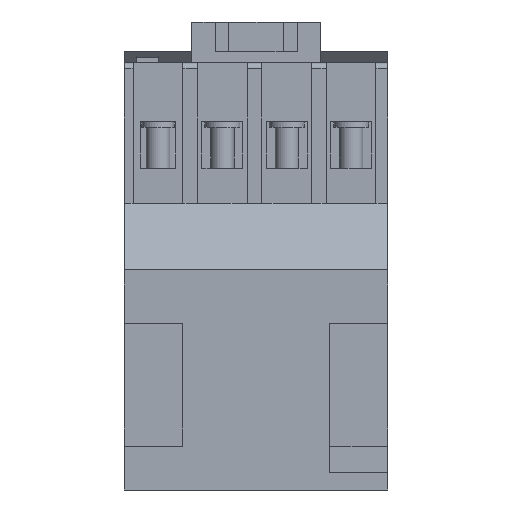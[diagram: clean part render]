
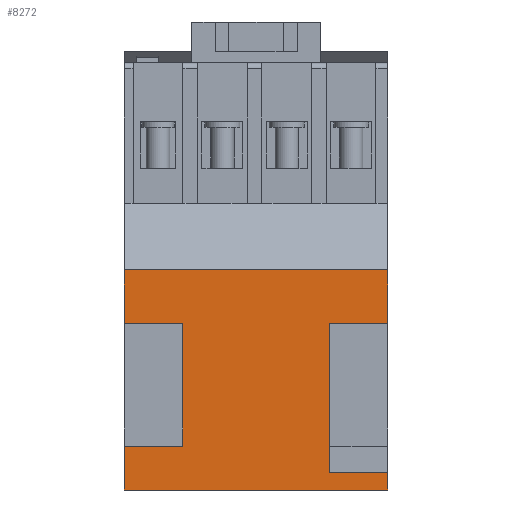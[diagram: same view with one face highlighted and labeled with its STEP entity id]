
A CAD part, front view. The second image highlights one B-rep face of the part: STEP entity #8272.
In plain terms, the highlighted planar face has unit normal (0, -1, 0).
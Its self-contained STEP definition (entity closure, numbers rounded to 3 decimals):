
#105 = CARTESIAN_POINT ( 'NONE',  ( 22.5, -39., 80. ) ) ;
#184 = DIRECTION ( 'NONE',  ( 0., 0., -1. ) ) ;
#439 = VECTOR ( 'NONE', #184, 1000. ) ;
#504 = VECTOR ( 'NONE', #1212, 1000. ) ;
#505 = CARTESIAN_POINT ( 'NONE',  ( 12.5, -39., 28.5 ) ) ;
#573 = VERTEX_POINT ( 'NONE', #1684 ) ;
#700 = CARTESIAN_POINT ( 'NONE',  ( -22.5, -39., 28.5 ) ) ;
#779 = EDGE_CURVE ( 'NONE', #7869, #2439, #9605, .T. ) ;
#979 = EDGE_CURVE ( 'NONE', #3506, #11357, #11213, .T. ) ;
#1123 = VERTEX_POINT ( 'NONE', #9025 ) ;
#1157 = CARTESIAN_POINT ( 'NONE',  ( 22.5, -39., 37.625 ) ) ;
#1212 = DIRECTION ( 'NONE',  ( -1., 0., 0. ) ) ;
#1489 = DIRECTION ( 'NONE',  ( 0., 0., 1. ) ) ;
#1684 = CARTESIAN_POINT ( 'NONE',  ( -12.5, -39., 28.5 ) ) ;
#1791 = CARTESIAN_POINT ( 'NONE',  ( -22.5, -39., 0. ) ) ;
#2156 = VERTEX_POINT ( 'NONE', #1791 ) ;
#2330 = VERTEX_POINT ( 'NONE', #9623 ) ;
#2429 = VECTOR ( 'NONE', #6352, 1000. ) ;
#2439 = VERTEX_POINT ( 'NONE', #9020 ) ;
#2641 = DIRECTION ( 'NONE',  ( 0., 0., -1. ) ) ;
#2678 = EDGE_CURVE ( 'NONE', #7869, #9332, #3814, .T. ) ;
#2803 = ORIENTED_EDGE ( 'NONE', *, *, #4459, .F. ) ;
#2963 = ORIENTED_EDGE ( 'NONE', *, *, #8281, .T. ) ;
#2979 = LINE ( 'NONE', #9762, #8300 ) ;
#3021 = LINE ( 'NONE', #6831, #504 ) ;
#3506 = VERTEX_POINT ( 'NONE', #505 ) ;
#3680 = EDGE_CURVE ( 'NONE', #9332, #10968, #8662, .T. ) ;
#3711 = VECTOR ( 'NONE', #10306, 1000. ) ;
#3814 = LINE ( 'NONE', #4238, #4523 ) ;
#3919 = ORIENTED_EDGE ( 'NONE', *, *, #5533, .F. ) ;
#3947 = CARTESIAN_POINT ( 'NONE',  ( 12.5, -39., 3.029 ) ) ;
#4038 = ORIENTED_EDGE ( 'NONE', *, *, #3680, .T. ) ;
#4043 = CARTESIAN_POINT ( 'NONE',  ( -12.5, -39., 7.5 ) ) ;
#4167 = LINE ( 'NONE', #105, #12118 ) ;
#4212 = VECTOR ( 'NONE', #8547, 1000. ) ;
#4238 = CARTESIAN_POINT ( 'NONE',  ( -22.5, -39., 37.625 ) ) ;
#4329 = ORIENTED_EDGE ( 'NONE', *, *, #6080, .F. ) ;
#4356 = VECTOR ( 'NONE', #1489, 1000. ) ;
#4459 = EDGE_CURVE ( 'NONE', #573, #10968, #3021, .T. ) ;
#4521 = DIRECTION ( 'NONE',  ( 0., 0., 1. ) ) ;
#4523 = VECTOR ( 'NONE', #8946, 1000. ) ;
#4836 = DIRECTION ( 'NONE',  ( 0., 0., -1. ) ) ;
#4978 = VERTEX_POINT ( 'NONE', #4043 ) ;
#5091 = EDGE_CURVE ( 'NONE', #4978, #2330, #5493, .T. ) ;
#5107 = LINE ( 'NONE', #11545, #5966 ) ;
#5493 = LINE ( 'NONE', #11661, #7416 ) ;
#5533 = EDGE_CURVE ( 'NONE', #10220, #1123, #4167, .T. ) ;
#5800 = LINE ( 'NONE', #7357, #4212 ) ;
#5945 = EDGE_LOOP ( 'NONE', ( #9862, #9011, #4038, #2803, #11277, #6568, #9399, #11160, #3919, #4329, #6905, #2963 ) ) ;
#5966 = VECTOR ( 'NONE', #10661, 1000. ) ;
#6080 = EDGE_CURVE ( 'NONE', #11357, #10220, #5107, .T. ) ;
#6088 = LINE ( 'NONE', #700, #2429 ) ;
#6225 = CARTESIAN_POINT ( 'NONE',  ( -12.5, -39., 80. ) ) ;
#6352 = DIRECTION ( 'NONE',  ( 1., 0., 0. ) ) ;
#6568 = ORIENTED_EDGE ( 'NONE', *, *, #5091, .T. ) ;
#6636 = CARTESIAN_POINT ( 'NONE',  ( 22.5, -39., 3.029 ) ) ;
#6831 = CARTESIAN_POINT ( 'NONE',  ( -12.5, -39., 28.5 ) ) ;
#6905 = ORIENTED_EDGE ( 'NONE', *, *, #979, .F. ) ;
#6978 = DIRECTION ( 'NONE',  ( -1., 0., 0. ) ) ;
#7139 = CARTESIAN_POINT ( 'NONE',  ( -22.5, -39., 28.5 ) ) ;
#7271 = PLANE ( 'NONE',  #8483 ) ;
#7357 = CARTESIAN_POINT ( 'NONE',  ( -22.5, -39., 80. ) ) ;
#7416 = VECTOR ( 'NONE', #6978, 1000. ) ;
#7869 = VERTEX_POINT ( 'NONE', #1157 ) ;
#8135 = EDGE_CURVE ( 'NONE', #4978, #573, #9394, .T. ) ;
#8272 = ADVANCED_FACE ( 'NONE', ( #8347 ), #7271, .F. ) ;
#8281 = EDGE_CURVE ( 'NONE', #3506, #2439, #6088, .T. ) ;
#8300 = VECTOR ( 'NONE', #11674, 1000. ) ;
#8329 = EDGE_CURVE ( 'NONE', #2330, #2156, #5800, .T. ) ;
#8347 = FACE_OUTER_BOUND ( 'NONE', #5945, .T. ) ;
#8483 = AXIS2_PLACEMENT_3D ( 'NONE', #10224, #10153, #4521 ) ;
#8547 = DIRECTION ( 'NONE',  ( 0., 0., -1. ) ) ;
#8662 = LINE ( 'NONE', #12085, #10717 ) ;
#8946 = DIRECTION ( 'NONE',  ( -1., 0., 0. ) ) ;
#9011 = ORIENTED_EDGE ( 'NONE', *, *, #2678, .T. ) ;
#9020 = CARTESIAN_POINT ( 'NONE',  ( 22.5, -39., 28.5 ) ) ;
#9025 = CARTESIAN_POINT ( 'NONE',  ( 22.5, -39., 0. ) ) ;
#9332 = VERTEX_POINT ( 'NONE', #11872 ) ;
#9394 = LINE ( 'NONE', #6225, #4356 ) ;
#9399 = ORIENTED_EDGE ( 'NONE', *, *, #8329, .T. ) ;
#9573 = CARTESIAN_POINT ( 'NONE',  ( 12.5, -39., 80. ) ) ;
#9605 = LINE ( 'NONE', #11477, #439 ) ;
#9623 = CARTESIAN_POINT ( 'NONE',  ( -22.5, -39., 7.5 ) ) ;
#9762 = CARTESIAN_POINT ( 'NONE',  ( 0., -39., 0. ) ) ;
#9862 = ORIENTED_EDGE ( 'NONE', *, *, #779, .F. ) ;
#10153 = DIRECTION ( 'NONE',  ( 0., 1., 0. ) ) ;
#10220 = VERTEX_POINT ( 'NONE', #6636 ) ;
#10224 = CARTESIAN_POINT ( 'NONE',  ( -22.5, -39., 80. ) ) ;
#10306 = DIRECTION ( 'NONE',  ( 0., 0., -1. ) ) ;
#10330 = EDGE_CURVE ( 'NONE', #2156, #1123, #2979, .T. ) ;
#10661 = DIRECTION ( 'NONE',  ( 1., 0., 0. ) ) ;
#10717 = VECTOR ( 'NONE', #2641, 1000. ) ;
#10968 = VERTEX_POINT ( 'NONE', #7139 ) ;
#11160 = ORIENTED_EDGE ( 'NONE', *, *, #10330, .T. ) ;
#11213 = LINE ( 'NONE', #9573, #3711 ) ;
#11277 = ORIENTED_EDGE ( 'NONE', *, *, #8135, .F. ) ;
#11357 = VERTEX_POINT ( 'NONE', #3947 ) ;
#11477 = CARTESIAN_POINT ( 'NONE',  ( 22.5, -39., 80. ) ) ;
#11545 = CARTESIAN_POINT ( 'NONE',  ( 12.5, -39., 3.029 ) ) ;
#11661 = CARTESIAN_POINT ( 'NONE',  ( -22.5, -39., 7.5 ) ) ;
#11674 = DIRECTION ( 'NONE',  ( 1., 0., 0. ) ) ;
#11872 = CARTESIAN_POINT ( 'NONE',  ( -22.5, -39., 37.625 ) ) ;
#12085 = CARTESIAN_POINT ( 'NONE',  ( -22.5, -39., 80. ) ) ;
#12118 = VECTOR ( 'NONE', #4836, 1000. ) ;
